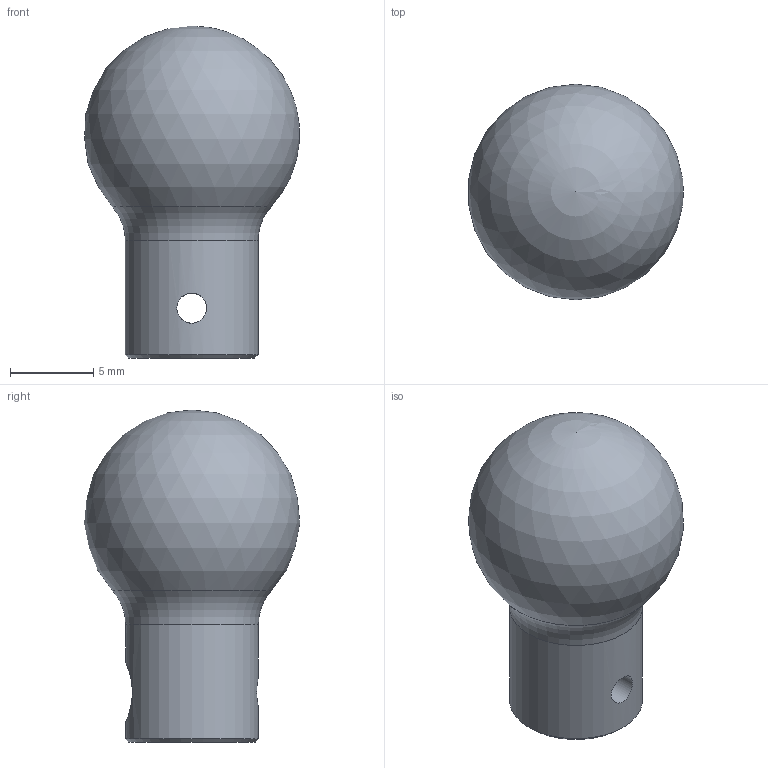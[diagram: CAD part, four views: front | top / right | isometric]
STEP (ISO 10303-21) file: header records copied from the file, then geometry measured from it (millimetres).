
FILE_DESCRIPTION(('FreeCAD Model'),'2;1');
FILE_NAME('Open CASCADE Shape Model','2024-08-08T14:12:52',(''),(''), 'Open CASCADE STEP processor 7.6','FreeCAD','Unknown');
FILE_SCHEMA(('AUTOMOTIVE_DESIGN { 1 0 10303 214 1 1 1 1 }'));
Length unit declared in the file: millimetre
Products named in the file (1): BallJoint13_SScrew
Bounding box: 12.92 x 12.98 x 20 mm (x, y, z)
Volume: 1428.8 mm3; surface area: 843.5 mm2
Topology: 1 solids, 1 shells, 17 faces, 37 edges, 22 vertices
Faces by surface type: plane 6, cylinder 5, cone 3, bspline 1, torus 1, sphere 1
Full cylindrical faces by diameter (mm): 1.8 x2, 8 x1
Entity records: 1102 total; most frequent: CARTESIAN_POINT 697, DIRECTION 84, ORIENTED_EDGE 72, EDGE_CURVE 36, AXIS2_PLACEMENT_3D 35, FACE_BOUND 22, EDGE_LOOP 22, VERTEX_POINT 22
